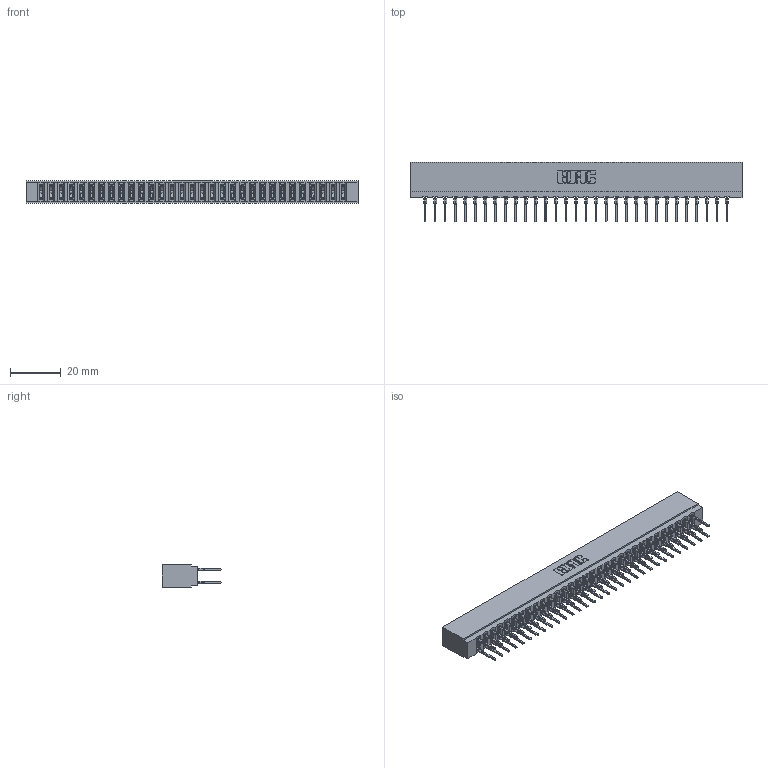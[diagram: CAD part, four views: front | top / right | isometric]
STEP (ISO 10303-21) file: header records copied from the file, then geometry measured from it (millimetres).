
FILE_DESCRIPTION (( 'STEP AP203' ), '1' );
FILE_NAME ('717-062-522-201.STEP', '2026-02-20T18:40:37', ( '' ), ( '' ), 'SwSTEP 2.0', 'SolidWorks 2023', '' );
FILE_SCHEMA (( 'CONFIG_CONTROL_DESIGN' ));
Length unit declared in the file: millimetre
Products named in the file (3): 717 Part_Insulator Option - 06; 745-292-001_522; 717-062-522-201
Assembly tree (63 placements, depth 2):
  717-062-522-201
    717 Part_Insulator Option - 06
    745-292-001_522  x62
Bounding box: 130.71 x 23.48 x 8.89 mm (x, y, z)
Volume: 11436.8 mm3; surface area: 17592.9 mm2
Topology: 63 solids, 63 shells, 5674 faces, 15255 edges, 9590 vertices
Faces by surface type: plane 2937, bspline 1240, cylinder 1125, torus 372
Entity records: 54645 total; most frequent: CARTESIAN_POINT 9991, ORIENTED_EDGE 9404, DIRECTION 8220, EDGE_CURVE 4702, VECTOR 4334, LINE 4334, VERTEX_POINT 3002, AXIS2_PLACEMENT_3D 1943
